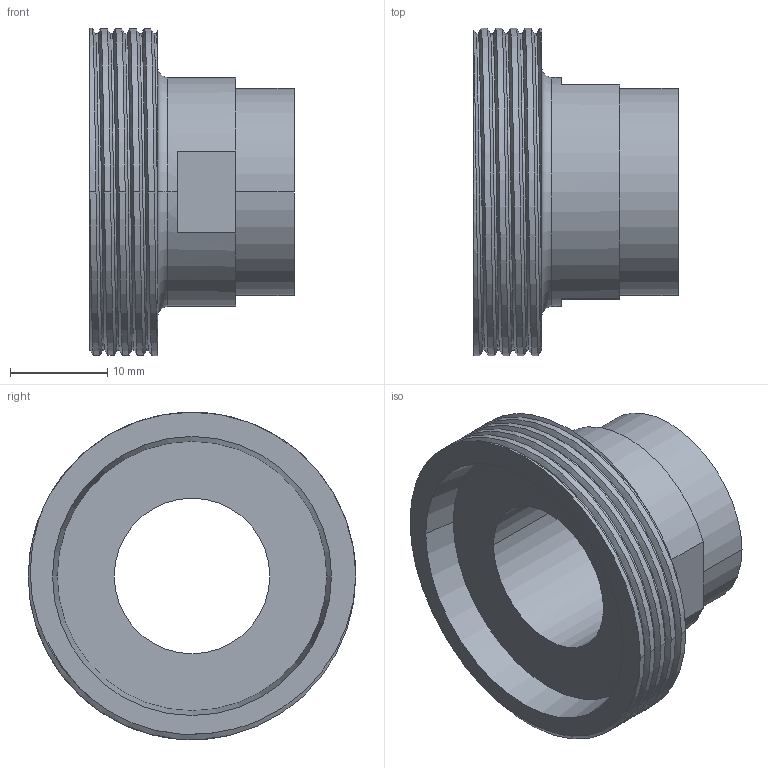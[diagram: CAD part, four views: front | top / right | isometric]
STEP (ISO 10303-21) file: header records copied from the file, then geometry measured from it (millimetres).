
FILE_DESCRIPTION (( 'STEP AP203' ), '1' );
FILE_NAME ('3D_R131-SG_21.3-16_17102930.STEP', '2024-08-15T10:44:58', ( '' ), ( '' ), 'SwSTEP 2.0', 'SolidWorks 2024', '' );
FILE_SCHEMA (( 'CONFIG_CONTROL_DESIGN' ));
Length unit declared in the file: millimetre
Products named in the file (1): 3D_R131-SG_21.3-16_17102930
Bounding box: 21 x 33.7 x 33.7 mm (x, y, z)
Volume: 5979.1 mm3; surface area: 4485 mm2
Topology: 1 solids, 1 shells, 33 faces, 81 edges, 53 vertices
Faces by surface type: cylinder 17, plane 9, bspline 3, torus 2, cone 2
Entity records: 1952 total; most frequent: CARTESIAN_POINT 1151, ORIENTED_EDGE 162, DIRECTION 142, EDGE_CURVE 81, AXIS2_PLACEMENT_3D 58, VERTEX_POINT 53, EDGE_LOOP 38, FACE_OUTER_BOUND 33
